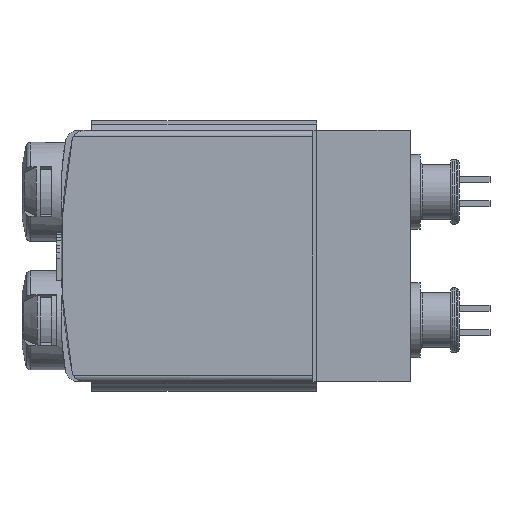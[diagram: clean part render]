
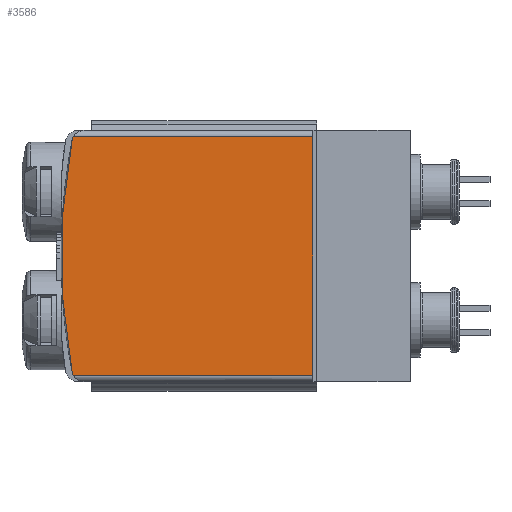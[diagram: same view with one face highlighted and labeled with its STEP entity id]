
A CAD part, left-side view. The second image highlights one B-rep face of the part: STEP entity #3586.
In plain terms, the highlighted planar face has unit normal (-1, 0, 0).
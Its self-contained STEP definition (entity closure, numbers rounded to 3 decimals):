
#38=PLANE('',#3892);
#283=LINE('',#5686,#609);
#285=LINE('',#5689,#611);
#286=LINE('',#5691,#612);
#609=VECTOR('',#4447,1000.);
#611=VECTOR('',#4451,1000.);
#612=VECTOR('',#4452,1000.);
#877=CIRCLE('',#3807,50.);
#928=CIRCLE('',#3889,1.);
#930=CIRCLE('',#3893,1.);
#1185=ORIENTED_EDGE('',*,*,#2221,.F.);
#1186=ORIENTED_EDGE('',*,*,#2222,.F.);
#1187=ORIENTED_EDGE('',*,*,#2223,.F.);
#1188=ORIENTED_EDGE('',*,*,#2081,.F.);
#1189=ORIENTED_EDGE('',*,*,#2217,.F.);
#1190=ORIENTED_EDGE('',*,*,#2219,.T.);
#2081=EDGE_CURVE('',#2605,#2606,#877,.T.);
#2217=EDGE_CURVE('',#2731,#2605,#928,.T.);
#2219=EDGE_CURVE('',#2731,#2732,#283,.T.);
#2221=EDGE_CURVE('',#2734,#2732,#285,.T.);
#2222=EDGE_CURVE('',#2735,#2734,#286,.T.);
#2223=EDGE_CURVE('',#2606,#2735,#930,.T.);
#2605=VERTEX_POINT('',#5362);
#2606=VERTEX_POINT('',#5364);
#2731=VERTEX_POINT('',#5680);
#2732=VERTEX_POINT('',#5684);
#2734=VERTEX_POINT('',#5690);
#2735=VERTEX_POINT('',#5692);
#3003=EDGE_LOOP('',(#1185,#1186,#1187,#1188,#1189,#1190));
#3277=FACE_BOUND('',#3003,.T.);
#3586=ADVANCED_FACE('',(#3277),#38,.F.);
#3807=AXIS2_PLACEMENT_3D('',#5363,#4216,#4217);
#3889=AXIS2_PLACEMENT_3D('',#5681,#4441,#4442);
#3892=AXIS2_PLACEMENT_3D('',#5688,#4449,#4450);
#3893=AXIS2_PLACEMENT_3D('',#5693,#4453,#4454);
#4216=DIRECTION('',(1.,0.,0.));
#4217=DIRECTION('',(0.,0.,-1.));
#4441=DIRECTION('',(1.,0.,0.));
#4442=DIRECTION('',(0.,0.,-1.));
#4447=DIRECTION('',(0.,-1.,0.));
#4449=DIRECTION('',(1.,0.,0.));
#4450=DIRECTION('',(0.,0.,-1.));
#4451=DIRECTION('',(0.,0.,-1.));
#4452=DIRECTION('',(0.,-1.,0.));
#4453=DIRECTION('',(1.,0.,0.));
#4454=DIRECTION('',(0.,0.,-1.));
#5362=CARTESIAN_POINT('',(0.,19.951,-9.439));
#5363=CARTESIAN_POINT('',(0.,-29.15,0.));
#5364=CARTESIAN_POINT('',(0.,19.951,9.439));
#5680=CARTESIAN_POINT('',(0.,19.835,-9.75));
#5681=CARTESIAN_POINT('',(0.,18.969,-9.25));
#5684=CARTESIAN_POINT('',(0.,0.3,-9.75));
#5686=CARTESIAN_POINT('',(0.,23.,-9.75));
#5688=CARTESIAN_POINT('',(0.,23.,-9.75));
#5689=CARTESIAN_POINT('',(0.,0.3,-9.75));
#5690=CARTESIAN_POINT('',(0.,0.3,9.75));
#5691=CARTESIAN_POINT('',(0.,23.,9.75));
#5692=CARTESIAN_POINT('',(0.,19.835,9.75));
#5693=CARTESIAN_POINT('',(0.,18.969,9.25));
